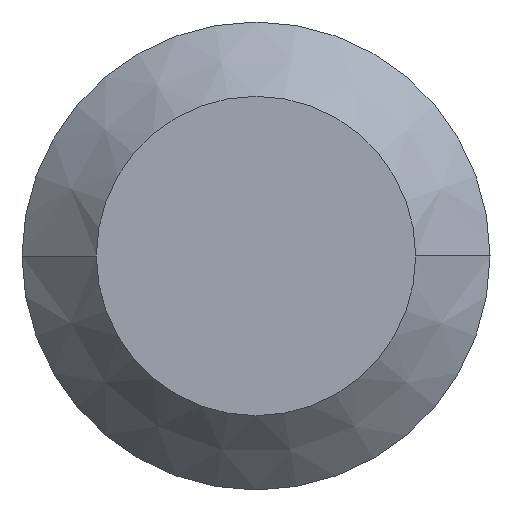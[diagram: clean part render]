
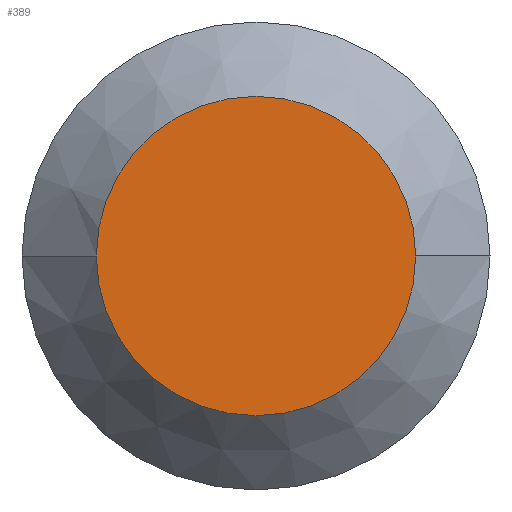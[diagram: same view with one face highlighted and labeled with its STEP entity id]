
A CAD part, left-side view. The second image highlights one B-rep face of the part: STEP entity #389.
In plain terms, the highlighted planar face has unit normal (-1, 0, 0).
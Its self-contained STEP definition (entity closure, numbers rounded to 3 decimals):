
#7 = CIRCLE ( 'NONE', #304, 1.365 ) ;
#14 = CARTESIAN_POINT ( 'NONE',  ( 0., 1.365, 0. ) ) ;
#43 = CARTESIAN_POINT ( 'NONE',  ( 0., -1.365, 0. ) ) ;
#54 = DIRECTION ( 'NONE',  ( 0., 1., 0. ) ) ;
#58 = DIRECTION ( 'NONE',  ( 0., -1., 0. ) ) ;
#153 = DIRECTION ( 'NONE',  ( 1., 0., 0. ) ) ;
#163 = ORIENTED_EDGE ( 'NONE', *, *, #321, .F. ) ;
#184 = CIRCLE ( 'NONE', #311, 1.365 ) ;
#185 = CARTESIAN_POINT ( 'NONE',  ( 0., 0., 0. ) ) ;
#194 = AXIS2_PLACEMENT_3D ( 'NONE', #345, #347, #58 ) ;
#195 = VERTEX_POINT ( 'NONE', #14 ) ;
#220 = VERTEX_POINT ( 'NONE', #43 ) ;
#225 = DIRECTION ( 'NONE',  ( 1., 0., 0. ) ) ;
#242 = FACE_OUTER_BOUND ( 'NONE', #350, .T. ) ;
#304 = AXIS2_PLACEMENT_3D ( 'NONE', #379, #153, #54 ) ;
#311 = AXIS2_PLACEMENT_3D ( 'NONE', #185, #225, #417 ) ;
#321 = EDGE_CURVE ( 'NONE', #220, #195, #7, .T. ) ;
#345 = CARTESIAN_POINT ( 'NONE',  ( 0., 0., 0. ) ) ;
#347 = DIRECTION ( 'NONE',  ( -1., 0., 0. ) ) ;
#350 = EDGE_LOOP ( 'NONE', ( #377, #163 ) ) ;
#377 = ORIENTED_EDGE ( 'NONE', *, *, #407, .F. ) ;
#379 = CARTESIAN_POINT ( 'NONE',  ( 0., 0., 0. ) ) ;
#383 = PLANE ( 'NONE',  #194 ) ;
#389 = ADVANCED_FACE ( 'NONE', ( #242 ), #383, .T. ) ;
#407 = EDGE_CURVE ( 'NONE', #195, #220, #184, .T. ) ;
#417 = DIRECTION ( 'NONE',  ( 0., 1., 0. ) ) ;
